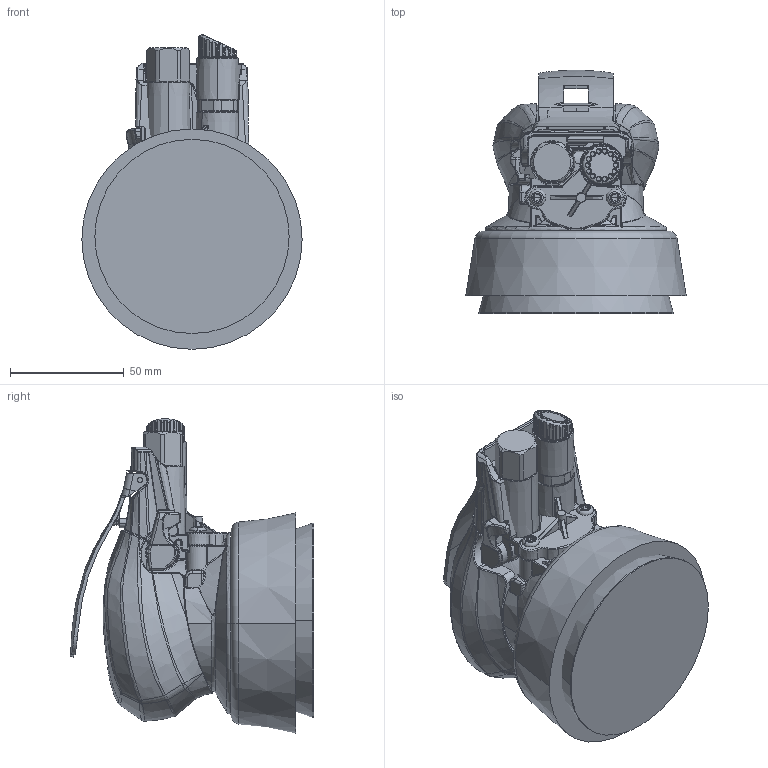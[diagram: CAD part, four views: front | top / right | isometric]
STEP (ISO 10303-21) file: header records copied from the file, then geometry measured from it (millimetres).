
FILE_DESCRIPTION((''),'2;1');
FILE_NAME('TMP1006_SW','2010-01-12T',('TooextPHE'),(''),'PRO/ENGINEER BY PARAMETRIC TECHNOLOGY CORPORATION, 2008310','PRO/ENGINEER BY PARAMETRIC TECHNOLOGY CORPORATION, 2008310','');
FILE_SCHEMA(('CONFIG_CONTROL_DESIGN', 'GEOMETRIC_VALIDATION_PROPERTIES_MIM'));
Products named in the file (1): TMP1006_SW
Bounding box: 97 x 107.08 x 138.5 mm (x, y, z)
Surface area: 74411.6 mm2 (no closed solid volume)
Topology: 0 solids, 42 shells, 925 faces, 3469 edges, 2435 vertices
Faces by surface type: bspline 313, cylinder 232, plane 145, cone 112, torus 100, extrusion 19, sphere 4
Entity records: 62218 total; most frequent: CARTESIAN_POINT 31750, ORIENTED_EDGE 5330, DIRECTION 3526, EDGE_CURVE 3463, VERTEX_POINT 2435, B_SPLINE_CURVE_WITH_KNOTS 1961, AXIS2_PLACEMENT_3D 1393, PRESENTATION_STYLE_ASSIGNMENT 940
